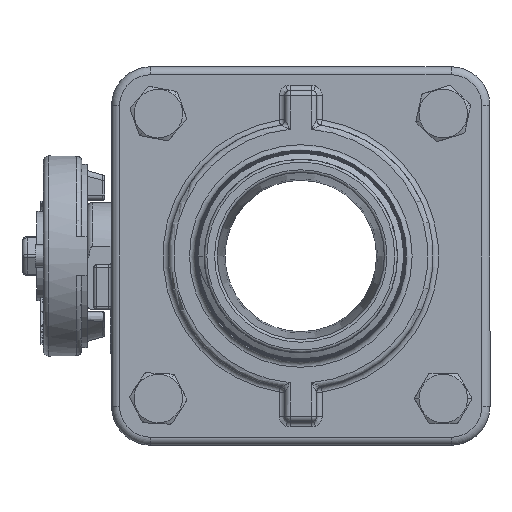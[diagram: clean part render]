
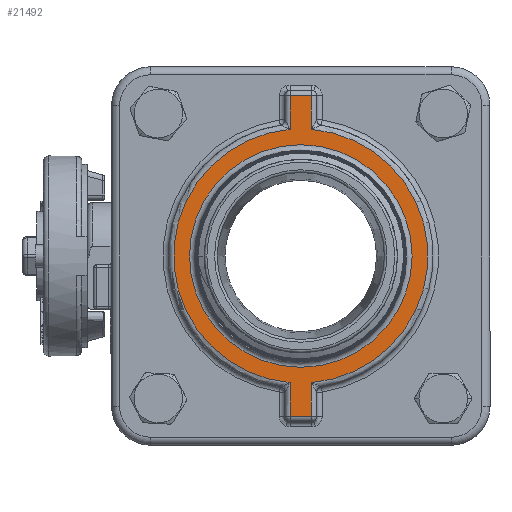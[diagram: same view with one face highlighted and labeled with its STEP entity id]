
A CAD part, left-side view. The second image highlights one B-rep face of the part: STEP entity #21492.
In plain terms, the highlighted face is planar.
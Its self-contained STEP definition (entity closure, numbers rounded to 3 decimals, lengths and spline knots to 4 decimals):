
#1209=FACE_BOUND('',#4127,.T.);
#2737=FACE_OUTER_BOUND('',#4126,.T.);
#4126=EDGE_LOOP('',(#19480,#19481,#19482,#19483,#19484,#19485,#19486,#19487));
#4127=EDGE_LOOP('',(#19488));
#4926=CIRCLE('',#23789,1.4275);
#4968=CIRCLE('',#23846,1.4275);
#4974=CIRCLE('',#23860,1.25);
#6752=LINE('',#47871,#8537);
#6769=LINE('',#48302,#8554);
#6770=LINE('',#48306,#8555);
#6771=LINE('',#48308,#8556);
#6772=LINE('',#48309,#8557);
#6773=LINE('',#48310,#8558);
#8537=VECTOR('',#29357,0.3937);
#8554=VECTOR('',#29518,0.3937);
#8555=VECTOR('',#29523,0.3937);
#8556=VECTOR('',#29524,0.3937);
#8557=VECTOR('',#29525,0.3937);
#8558=VECTOR('',#29526,0.3937);
#10424=VERTEX_POINT('',#47836);
#10427=VERTEX_POINT('',#47870);
#10429=VERTEX_POINT('',#47876);
#10459=VERTEX_POINT('',#48100);
#10465=VERTEX_POINT('',#48251);
#10469=VERTEX_POINT('',#48301);
#10470=VERTEX_POINT('',#48305);
#10471=VERTEX_POINT('',#48307);
#10472=VERTEX_POINT('',#48311);
#13418=EDGE_CURVE('',#10424,#10427,#6752,.T.);
#13422=EDGE_CURVE('',#10429,#10424,#4926,.T.);
#13484=EDGE_CURVE('',#10459,#10465,#4968,.T.);
#13493=EDGE_CURVE('',#10427,#10469,#6769,.T.);
#13495=EDGE_CURVE('',#10470,#10429,#6770,.T.);
#13496=EDGE_CURVE('',#10471,#10470,#6771,.T.);
#13497=EDGE_CURVE('',#10465,#10471,#6772,.T.);
#13498=EDGE_CURVE('',#10469,#10459,#6773,.T.);
#13499=EDGE_CURVE('',#10472,#10472,#4974,.T.);
#19480=ORIENTED_EDGE('',*,*,#13418,.F.);
#19481=ORIENTED_EDGE('',*,*,#13422,.F.);
#19482=ORIENTED_EDGE('',*,*,#13495,.F.);
#19483=ORIENTED_EDGE('',*,*,#13496,.F.);
#19484=ORIENTED_EDGE('',*,*,#13497,.F.);
#19485=ORIENTED_EDGE('',*,*,#13484,.F.);
#19486=ORIENTED_EDGE('',*,*,#13498,.F.);
#19487=ORIENTED_EDGE('',*,*,#13493,.F.);
#19488=ORIENTED_EDGE('',*,*,#13499,.F.);
#20271=PLANE('',#23859);
#21492=ADVANCED_FACE('',(#2737,#1209),#20271,.T.);
#23789=AXIS2_PLACEMENT_3D('',#47887,#29364,#29365);
#23846=AXIS2_PLACEMENT_3D('',#48283,#29490,#29491);
#23859=AXIS2_PLACEMENT_3D('',#48304,#29521,#29522);
#23860=AXIS2_PLACEMENT_3D('',#48312,#29527,#29528);
#29357=DIRECTION('',(-1.,0.,0.));
#29364=DIRECTION('center_axis',(0.,0.,-1.));
#29365=DIRECTION('ref_axis',(0.,-1.,0.));
#29490=DIRECTION('center_axis',(0.,0.,-1.));
#29491=DIRECTION('ref_axis',(0.,1.,0.));
#29518=DIRECTION('',(0.,1.,0.));
#29521=DIRECTION('center_axis',(0.,0.,1.));
#29522=DIRECTION('ref_axis',(1.,0.,0.));
#29523=DIRECTION('',(-1.,0.,0.));
#29524=DIRECTION('',(0.,-1.,0.));
#29525=DIRECTION('',(1.,0.,0.));
#29526=DIRECTION('',(1.,0.,0.));
#29527=DIRECTION('center_axis',(0.,0.,1.));
#29528=DIRECTION('ref_axis',(0.,-1.,0.));
#47836=CARTESIAN_POINT('',(-1.4224,-0.12,1.32));
#47870=CARTESIAN_POINT('',(-1.8,-0.12,1.32));
#47871=CARTESIAN_POINT('',(-0.7625,-0.12,1.32));
#47876=CARTESIAN_POINT('',(1.4224,-0.12,1.32));
#47887=CARTESIAN_POINT('Origin',(0.,0.,1.32));
#48100=CARTESIAN_POINT('',(-1.4224,0.12,1.32));
#48251=CARTESIAN_POINT('',(1.4224,0.12,1.32));
#48283=CARTESIAN_POINT('Origin',(0.,0.,1.32));
#48301=CARTESIAN_POINT('',(-1.8,0.12,1.32));
#48302=CARTESIAN_POINT('',(-1.8,0.6431,1.32));
#48304=CARTESIAN_POINT('Origin',(0.,1.2863,1.32));
#48305=CARTESIAN_POINT('',(1.8,-0.12,1.32));
#48306=CARTESIAN_POINT('',(0.7625,-0.12,1.32));
#48307=CARTESIAN_POINT('',(1.8,0.12,1.32));
#48308=CARTESIAN_POINT('',(1.8,0.6431,1.32));
#48309=CARTESIAN_POINT('',(0.7625,0.12,1.32));
#48310=CARTESIAN_POINT('',(-0.7625,0.12,1.32));
#48311=CARTESIAN_POINT('',(1.25,0.,1.32));
#48312=CARTESIAN_POINT('Origin',(0.,0.,1.32));
